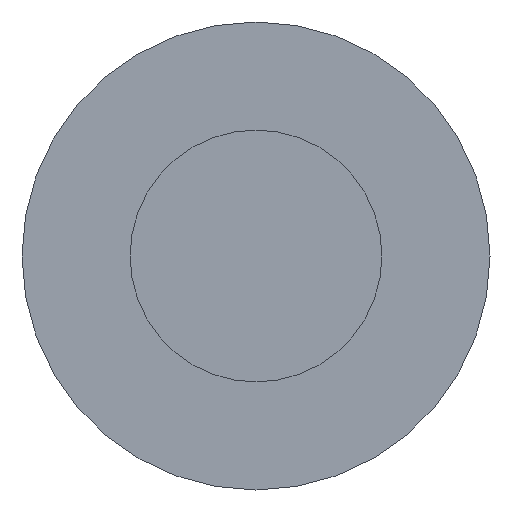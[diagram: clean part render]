
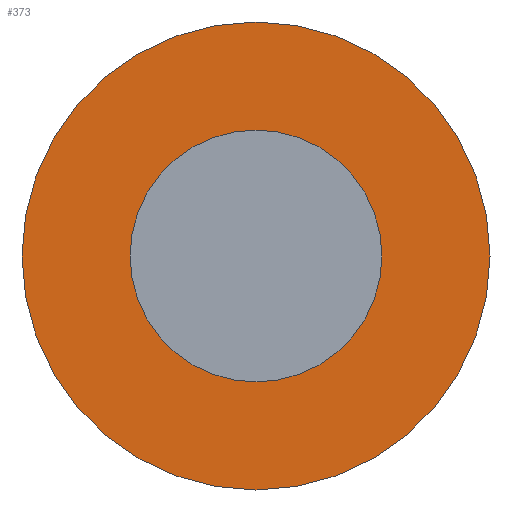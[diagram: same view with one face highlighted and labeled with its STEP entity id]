
A CAD part, left-side view. The second image highlights one B-rep face of the part: STEP entity #373.
In plain terms, the highlighted planar face has unit normal (-1, 0, 0).
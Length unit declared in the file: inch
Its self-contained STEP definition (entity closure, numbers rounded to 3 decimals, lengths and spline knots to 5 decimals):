
#19 = FACE_BOUND ( 'NONE', #1657, .T. ) ;
#182 = EDGE_LOOP ( 'NONE', ( #1779, #2344 ) ) ;
#205 = AXIS2_PLACEMENT_3D ( 'NONE', #595, #946, #1772 ) ;
#294 = FACE_OUTER_BOUND ( 'NONE', #182, .T. ) ;
#313 = AXIS2_PLACEMENT_3D ( 'NONE', #796, #1892, #1915 ) ;
#373 = ADVANCED_FACE ( 'NONE', ( #294, #19 ), #1341, .T. ) ;
#429 = CARTESIAN_POINT ( 'NONE',  ( -0.49987, 0.2022, 0. ) ) ;
#517 = AXIS2_PLACEMENT_3D ( 'NONE', #1394, #3286, #823 ) ;
#551 = CARTESIAN_POINT ( 'NONE',  ( -0.49987, -0.54583, 0. ) ) ;
#595 = CARTESIAN_POINT ( 'NONE',  ( -0.49987, 0.2022, 0. ) ) ;
#679 = EDGE_CURVE ( 'NONE', #695, #1501, #973, .T. ) ;
#695 = VERTEX_POINT ( 'NONE', #2579 ) ;
#769 = CARTESIAN_POINT ( 'NONE',  ( -0.49987, 0.95023, 0. ) ) ;
#796 = CARTESIAN_POINT ( 'NONE',  ( -0.49987, 0.2022, 0. ) ) ;
#823 = DIRECTION ( 'NONE',  ( 0., -1., 0. ) ) ;
#946 = DIRECTION ( 'NONE',  ( -1., 0., 0. ) ) ;
#973 = CIRCLE ( 'NONE', #2032, 0.40252 ) ;
#1223 = EDGE_CURVE ( 'NONE', #1501, #695, #1309, .T. ) ;
#1298 = DIRECTION ( 'NONE',  ( 0., -1., 0. ) ) ;
#1309 = CIRCLE ( 'NONE', #205, 0.40252 ) ;
#1341 = PLANE ( 'NONE',  #313 ) ;
#1394 = CARTESIAN_POINT ( 'NONE',  ( -0.49987, 0.2022, 0. ) ) ;
#1414 = EDGE_CURVE ( 'NONE', #2534, #3213, #2706, .T. ) ;
#1501 = VERTEX_POINT ( 'NONE', #3222 ) ;
#1516 = CARTESIAN_POINT ( 'NONE',  ( -0.49987, 0.2022, 0. ) ) ;
#1613 = EDGE_CURVE ( 'NONE', #3213, #2534, #2500, .T. ) ;
#1615 = ORIENTED_EDGE ( 'NONE', *, *, #1223, .F. ) ;
#1657 = EDGE_LOOP ( 'NONE', ( #1615, #2021 ) ) ;
#1772 = DIRECTION ( 'NONE',  ( 0., -1., 0. ) ) ;
#1779 = ORIENTED_EDGE ( 'NONE', *, *, #1414, .T. ) ;
#1804 = DIRECTION ( 'NONE',  ( -1., 0., 0. ) ) ;
#1892 = DIRECTION ( 'NONE',  ( -1., 0., 0. ) ) ;
#1915 = DIRECTION ( 'NONE',  ( 0., -1., 0. ) ) ;
#2021 = ORIENTED_EDGE ( 'NONE', *, *, #679, .F. ) ;
#2032 = AXIS2_PLACEMENT_3D ( 'NONE', #1516, #3457, #2888 ) ;
#2344 = ORIENTED_EDGE ( 'NONE', *, *, #1613, .T. ) ;
#2500 = CIRCLE ( 'NONE', #517, 0.74803 ) ;
#2534 = VERTEX_POINT ( 'NONE', #551 ) ;
#2579 = CARTESIAN_POINT ( 'NONE',  ( -0.49987, -0.20033, 0. ) ) ;
#2706 = CIRCLE ( 'NONE', #2765, 0.74803 ) ;
#2765 = AXIS2_PLACEMENT_3D ( 'NONE', #429, #1804, #1298 ) ;
#2888 = DIRECTION ( 'NONE',  ( 0., -1., 0. ) ) ;
#3213 = VERTEX_POINT ( 'NONE', #769 ) ;
#3222 = CARTESIAN_POINT ( 'NONE',  ( -0.49987, 0.60472, 0. ) ) ;
#3286 = DIRECTION ( 'NONE',  ( -1., 0., 0. ) ) ;
#3457 = DIRECTION ( 'NONE',  ( -1., 0., 0. ) ) ;
